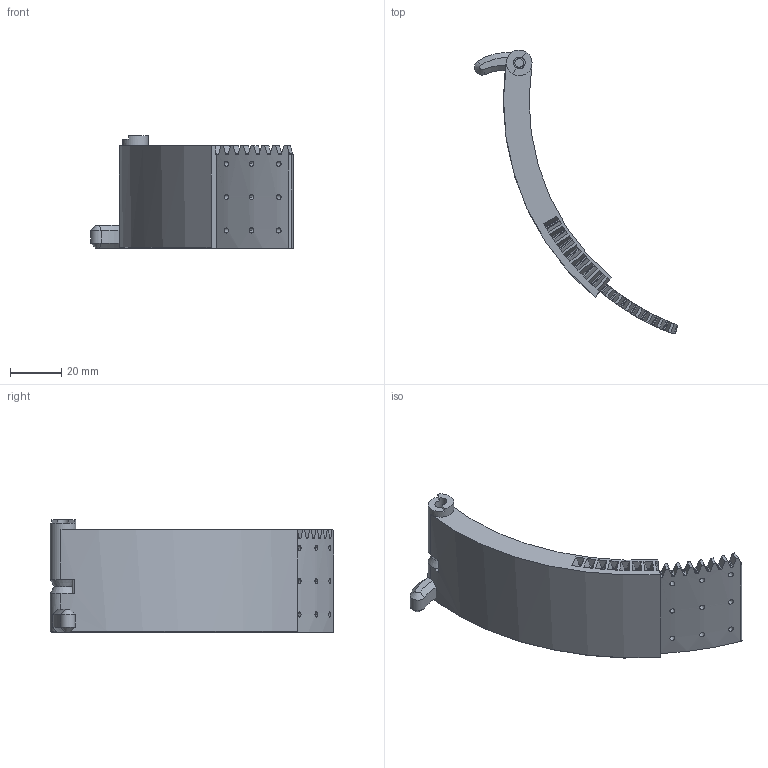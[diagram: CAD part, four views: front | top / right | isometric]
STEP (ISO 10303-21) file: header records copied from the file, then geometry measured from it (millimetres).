
FILE_DESCRIPTION(('FreeCAD Model'),'2;1');
FILE_NAME('Open CASCADE Shape Model','2025-06-18T17:42:48',(''),(''), 'Open CASCADE STEP processor 7.8','FreeCAD','Unknown');
FILE_SCHEMA(('AUTOMOTIVE_DESIGN { 1 0 10303 214 1 1 1 1 }'));
Length unit declared in the file: millimetre
Products named in the file (1): 2-rotor-segmented-in-three--part-1
Bounding box: 79.15 x 110.63 x 44 mm (x, y, z)
Volume: 45115.8 mm3; surface area: 15644.5 mm2
Topology: 1 solids, 3 shells, 171 faces, 466 edges, 309 vertices
Faces by surface type: plane 61, cone 49, bspline 32, cylinder 29
Full cylindrical faces by diameter (mm): 2 x6, 3.4 x2, 4.6 x2, 10 x1
Entity records: 7015 total; most frequent: CARTESIAN_POINT 2967, ORIENTED_EDGE 932, DIRECTION 691, EDGE_CURVE 466, VERTEX_POINT 309, AXIS2_PLACEMENT_3D 281, FACE_BOUND 201, EDGE_LOOP 201
